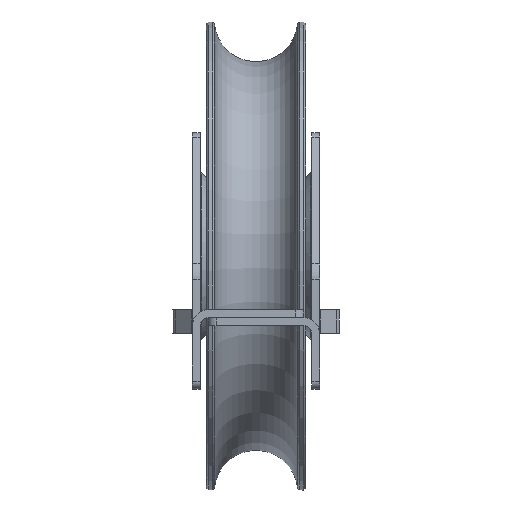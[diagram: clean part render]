
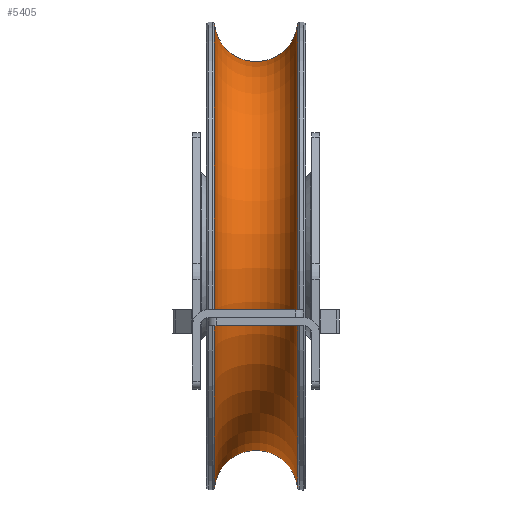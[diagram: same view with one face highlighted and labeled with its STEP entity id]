
A CAD part, left-side view. The second image highlights one B-rep face of the part: STEP entity #5405.
In plain terms, the highlighted toroidal (fillet/blend) face has major radius 59.5 mm and minor radius 10.5 mm.
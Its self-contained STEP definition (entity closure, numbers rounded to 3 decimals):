
#991=TOROIDAL_SURFACE('',#5928,59.5,10.5);
#1277=FACE_OUTER_BOUND('',#1562,.T.);
#1562=EDGE_LOOP('',(#4538,#4539,#4540,#4541,#4542,#4543));
#1847=CIRCLE('',#5901,58.502);
#1848=CIRCLE('',#5902,58.502);
#1855=CIRCLE('',#5915,58.502);
#1856=CIRCLE('',#5916,58.502);
#1863=CIRCLE('',#5929,10.5);
#2358=VERTEX_POINT('',#8832);
#2359=VERTEX_POINT('',#8834);
#2366=VERTEX_POINT('',#8859);
#2367=VERTEX_POINT('',#8861);
#3097=EDGE_CURVE('',#2358,#2359,#1847,.T.);
#3098=EDGE_CURVE('',#2359,#2358,#1848,.T.);
#3110=EDGE_CURVE('',#2366,#2367,#1855,.T.);
#3111=EDGE_CURVE('',#2367,#2366,#1856,.T.);
#3120=EDGE_CURVE('',#2367,#2359,#1863,.T.);
#4538=ORIENTED_EDGE('',*,*,#3110,.F.);
#4539=ORIENTED_EDGE('',*,*,#3111,.F.);
#4540=ORIENTED_EDGE('',*,*,#3120,.T.);
#4541=ORIENTED_EDGE('',*,*,#3097,.F.);
#4542=ORIENTED_EDGE('',*,*,#3098,.F.);
#4543=ORIENTED_EDGE('',*,*,#3120,.F.);
#5405=ADVANCED_FACE('',(#1277),#991,.F.);
#5901=AXIS2_PLACEMENT_3D('',#8835,#7300,#7301);
#5902=AXIS2_PLACEMENT_3D('',#8836,#7302,#7303);
#5915=AXIS2_PLACEMENT_3D('',#8862,#7333,#7334);
#5916=AXIS2_PLACEMENT_3D('',#8863,#7335,#7336);
#5928=AXIS2_PLACEMENT_3D('',#8883,#7361,#7362);
#5929=AXIS2_PLACEMENT_3D('',#8884,#7363,#7364);
#7300=DIRECTION('center_axis',(0.,1.,0.));
#7301=DIRECTION('ref_axis',(0.994,0.,-0.111));
#7302=DIRECTION('center_axis',(0.,1.,0.));
#7303=DIRECTION('ref_axis',(0.994,0.,-0.111));
#7333=DIRECTION('center_axis',(0.,-1.,0.));
#7334=DIRECTION('ref_axis',(0.994,0.,-0.111));
#7335=DIRECTION('center_axis',(0.,-1.,0.));
#7336=DIRECTION('ref_axis',(0.994,0.,-0.111));
#7361=DIRECTION('center_axis',(0.,-1.,0.));
#7362=DIRECTION('ref_axis',(-0.994,0.,0.111));
#7363=DIRECTION('center_axis',(-0.111,0.,-0.994));
#7364=DIRECTION('ref_axis',(0.994,0.,-0.111));
#8832=CARTESIAN_POINT('',(-58.141,26.452,19.989));
#8834=CARTESIAN_POINT('',(58.141,26.452,7.011));
#8835=CARTESIAN_POINT('Origin',(0.,26.452,13.5));
#8836=CARTESIAN_POINT('Origin',(0.,26.452,13.5));
#8859=CARTESIAN_POINT('',(-58.141,5.548,19.989));
#8861=CARTESIAN_POINT('',(58.141,5.548,7.011));
#8862=CARTESIAN_POINT('Origin',(0.,5.548,
13.5));
#8863=CARTESIAN_POINT('Origin',(0.,5.548,
13.5));
#8883=CARTESIAN_POINT('Origin',(0.,16.,13.5));
#8884=CARTESIAN_POINT('Origin',(59.133,16.,6.9));
